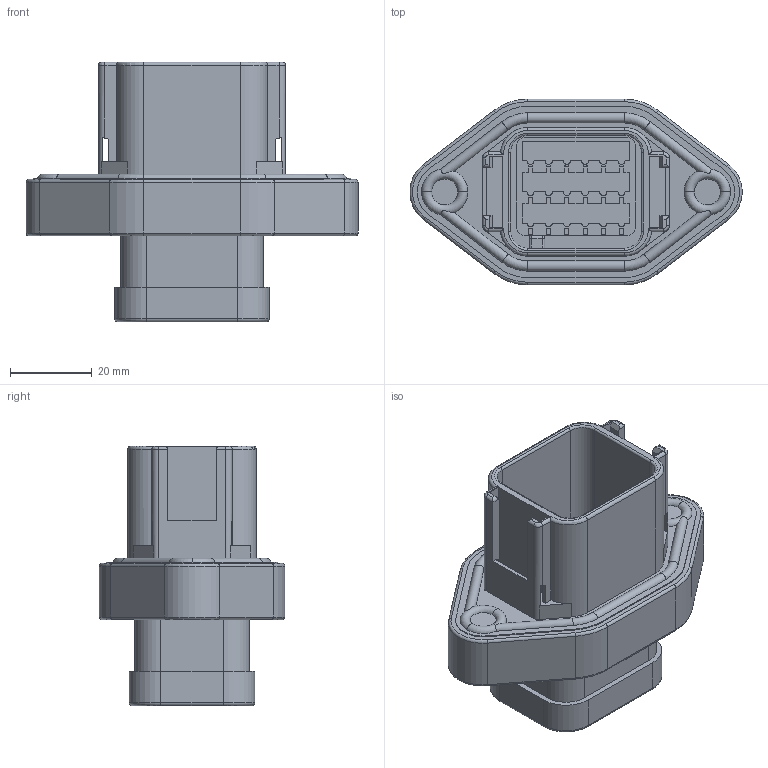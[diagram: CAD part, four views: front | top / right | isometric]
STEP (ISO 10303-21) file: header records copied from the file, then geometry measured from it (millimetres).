
FILE_DESCRIPTION((''),'2;1');
FILE_NAME('C-DTV02-18PA','2013-03-12T',('workeradm'),('Tyco Electronics Ltd.'),'PRO/ENGINEER BY PARAMETRIC TECHNOLOGY CORPORATION, 2010430','PRO/ENGINEER BY PARAMETRIC TECHNOLOGY CORPORATION, 2010430','');
FILE_SCHEMA(('AUTOMOTIVE_DESIGN { 1 0 10303 214 1 1 1 1 }'));
Length unit declared in the file: millimetre
Products named in the file (1): C-DTV02-18PA
Bounding box: 81.07 x 45.36 x 63.37 mm (x, y, z)
Volume: 62469.6 mm3; surface area: 22405.7 mm2
Topology: 1 solids, 1 shells, 551 faces, 1463 edges, 944 vertices
Faces by surface type: plane 302, cylinder 139, torus 68, cone 36, bspline 4, sphere 2
Entity records: 17518 total; most frequent: CARTESIAN_POINT 3184, DIRECTION 2999, ORIENTED_EDGE 2926, EDGE_CURVE 1463, AXIS2_PLACEMENT_3D 1013, VECTOR 973, LINE 973, VERTEX_POINT 944
